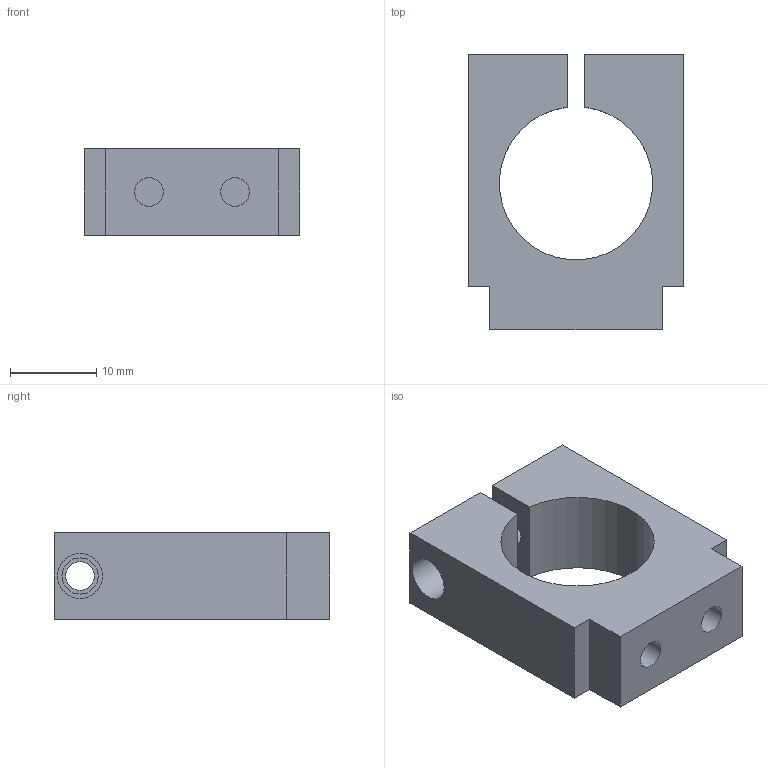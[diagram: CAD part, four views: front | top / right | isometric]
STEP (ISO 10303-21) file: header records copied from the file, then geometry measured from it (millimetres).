
FILE_DESCRIPTION(/* description */ (''),/* implementation_level */ '2;1');
FILE_NAME(/* name */ 'FiberHolder.step',/* time_stamp */ '2022-12-16T11:50:19+01:00',/* author */ (''),/* organization */ (''),/* preprocessor_version */ 'ST-DEVELOPER v19.2',/* originating_system */ 'Autodesk Translation Framework v11.17.0.187',/* authorisation */ '');
FILE_SCHEMA (('AUTOMOTIVE_DESIGN { 1 0 10303 214 3 1 1 }'));
Length unit declared in the file: millimetre
Products named in the file (1): FiberHolder v2
Bounding box: 25 x 32 x 10 mm (x, y, z)
Volume: 4681 mm3; surface area: 3229.7 mm2
Topology: 1 solids, 1 shells, 22 faces, 51 edges, 34 vertices
Faces by surface type: plane 16, cylinder 6
Full cylindrical faces by diameter (mm): 3.332 x3, 4.2 x1, 5.2 x1
Entity records: 668 total; most frequent: DIRECTION 109, CARTESIAN_POINT 108, ORIENTED_EDGE 102, EDGE_CURVE 51, LINE 39, VECTOR 39, AXIS2_PLACEMENT_3D 35, VERTEX_POINT 34
